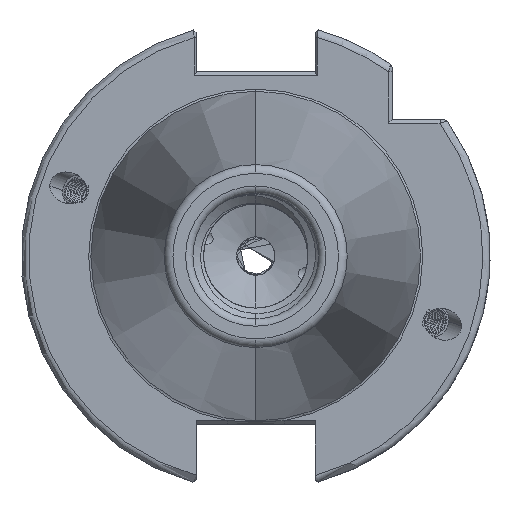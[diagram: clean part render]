
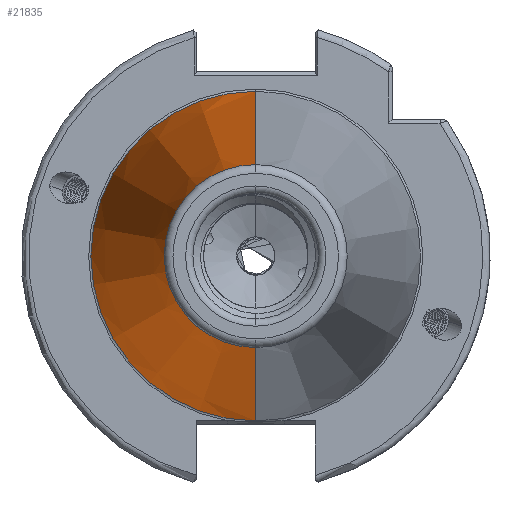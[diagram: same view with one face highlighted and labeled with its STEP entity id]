
A CAD part, left-side view. The second image highlights one B-rep face of the part: STEP entity #21835.
In plain terms, the highlighted conical face has half-angle 8.297 degrees and reference radius 22.692 mm.
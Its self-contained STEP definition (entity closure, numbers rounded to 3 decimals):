
#1097 = VERTEX_POINT ( 'NONE', #14577 ) ;
#1110 = VERTEX_POINT ( 'NONE', #14591 ) ;
#1131 = VERTEX_POINT ( 'NONE', #14582 ) ;
#1133 = VERTEX_POINT ( 'NONE', #14584 ) ;
#3136 = FACE_OUTER_BOUND ( 'NONE', #22251, .T. ) ;
#3198 = CONICAL_SURFACE ( 'NONE', #14826, 22.692, 0.145 ) ;
#3245 = VECTOR ( 'NONE', #16187, 1000. ) ;
#3274 = CIRCLE ( 'NONE', #14905, 22.327 ) ;
#3289 = LINE ( 'NONE', #16186, #3245 ) ;
#3333 = VECTOR ( 'NONE', #16649, 1000. ) ;
#3356 = LINE ( 'NONE', #16730, #3333 ) ;
#3392 = CIRCLE ( 'NONE', #14366, 12.4 ) ;
#13547 = CARTESIAN_POINT ( 'NONE',  ( 0., 0., 0. ) ) ;
#13556 = DIRECTION ( 'NONE',  ( 0., 0., -1. ) ) ;
#13582 = DIRECTION ( 'NONE',  ( 1., 0., 0. ) ) ;
#14366 = AXIS2_PLACEMENT_3D ( 'NONE', #15157, #15148, #15123 ) ;
#14577 = CARTESIAN_POINT ( 'NONE',  ( -70.573, 0., -12.4 ) ) ;
#14582 = CARTESIAN_POINT ( 'NONE',  ( -2.5, 0., -22.327 ) ) ;
#14584 = CARTESIAN_POINT ( 'NONE',  ( -2.5, 0., 22.327 ) ) ;
#14591 = CARTESIAN_POINT ( 'NONE',  ( -70.573, 0., 12.4 ) ) ;
#14826 = AXIS2_PLACEMENT_3D ( 'NONE', #13547, #13582, #13556 ) ;
#14905 = AXIS2_PLACEMENT_3D ( 'NONE', #16404, #16350, #16410 ) ;
#15123 = DIRECTION ( 'NONE',  ( 0., 0., 1. ) ) ;
#15148 = DIRECTION ( 'NONE',  ( 1., 0., 0. ) ) ;
#15157 = CARTESIAN_POINT ( 'NONE',  ( -70.573, 0., 0. ) ) ;
#16186 = CARTESIAN_POINT ( 'NONE',  ( 0., 0., -22.692 ) ) ;
#16187 = DIRECTION ( 'NONE',  ( 0.99, 0., -0.144 ) ) ;
#16350 = DIRECTION ( 'NONE',  ( 1., 0., 0. ) ) ;
#16404 = CARTESIAN_POINT ( 'NONE',  ( -2.5, 0., 0. ) ) ;
#16410 = DIRECTION ( 'NONE',  ( 0., 0., -1. ) ) ;
#16649 = DIRECTION ( 'NONE',  ( 0.99, 0., 0.144 ) ) ;
#16730 = CARTESIAN_POINT ( 'NONE',  ( 0., 0., 22.692 ) ) ;
#17273 = ORIENTED_EDGE ( 'NONE', *, *, #22478, .F. ) ;
#17282 = ORIENTED_EDGE ( 'NONE', *, *, #22461, .F. ) ;
#17305 = ORIENTED_EDGE ( 'NONE', *, *, #22507, .T. ) ;
#17313 = ORIENTED_EDGE ( 'NONE', *, *, #22547, .T. ) ;
#21835 = ADVANCED_FACE ( 'NONE', ( #3136 ), #3198, .T. ) ;
#22251 = EDGE_LOOP ( 'NONE', ( #17313, #17305, #17273, #17282 ) ) ;
#22461 = EDGE_CURVE ( 'NONE', #1097, #1131, #3289, .T. ) ;
#22478 = EDGE_CURVE ( 'NONE', #1131, #1133, #3274, .T. ) ;
#22507 = EDGE_CURVE ( 'NONE', #1110, #1133, #3356, .T. ) ;
#22547 = EDGE_CURVE ( 'NONE', #1097, #1110, #3392, .T. ) ;
